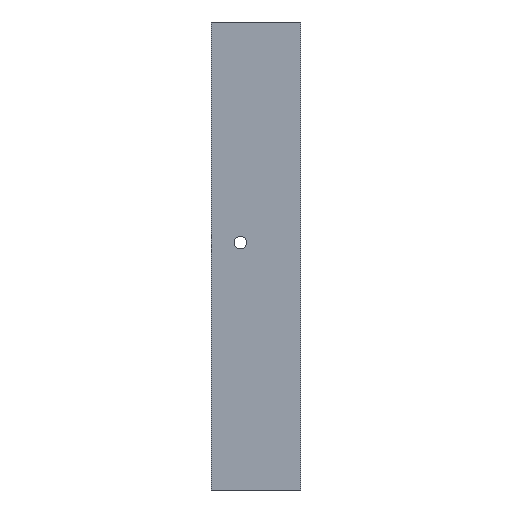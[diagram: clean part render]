
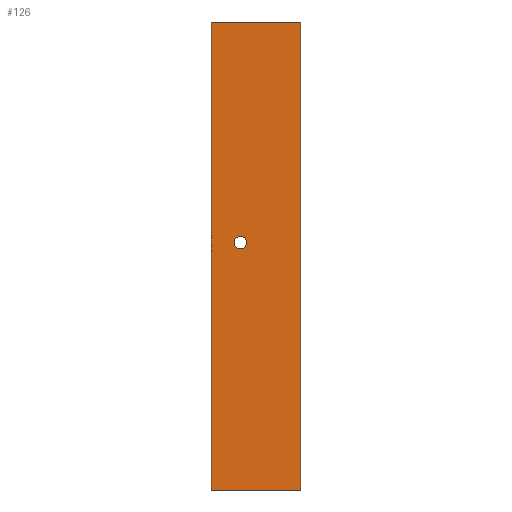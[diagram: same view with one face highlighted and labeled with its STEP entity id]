
A CAD part, front view. The second image highlights one B-rep face of the part: STEP entity #126.
In plain terms, the highlighted planar face has unit normal (0, -1, 0).
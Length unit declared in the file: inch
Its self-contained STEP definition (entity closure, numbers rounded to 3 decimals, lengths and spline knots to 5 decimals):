
#15=LINE('',#197,#27);
#19=LINE('',#205,#31);
#22=LINE('',#211,#34);
#25=LINE('',#216,#37);
#27=VECTOR('',#166,0.3937);
#31=VECTOR('',#172,0.3937);
#34=VECTOR('',#177,0.3937);
#37=VECTOR('',#182,0.3937);
#44=PLANE('',#155);
#47=FACE_BOUND('',#64,.T.);
#54=FACE_OUTER_BOUND('',#63,.T.);
#63=EDGE_LOOP('',(#114,#115,#116,#117));
#64=EDGE_LOOP('',(#118));
#65=CIRCLE('',#148,0.14063);
#67=VERTEX_POINT('',#190);
#69=VERTEX_POINT('',#195);
#70=VERTEX_POINT('',#196);
#73=VERTEX_POINT('',#204);
#75=VERTEX_POINT('',#210);
#77=EDGE_CURVE('',#67,#67,#65,.T.);
#79=EDGE_CURVE('',#69,#70,#15,.T.);
#83=EDGE_CURVE('',#73,#69,#19,.T.);
#86=EDGE_CURVE('',#75,#73,#22,.T.);
#89=EDGE_CURVE('',#70,#75,#25,.T.);
#114=ORIENTED_EDGE('',*,*,#89,.F.);
#115=ORIENTED_EDGE('',*,*,#79,.F.);
#116=ORIENTED_EDGE('',*,*,#83,.F.);
#117=ORIENTED_EDGE('',*,*,#86,.F.);
#118=ORIENTED_EDGE('',*,*,#77,.T.);
#126=ADVANCED_FACE('',(#54,#47),#44,.F.);
#148=AXIS2_PLACEMENT_3D('',#191,#160,#161);
#155=AXIS2_PLACEMENT_3D('',#219,#186,#187);
#160=DIRECTION('center_axis',(0.,1.,0.));
#161=DIRECTION('ref_axis',(-1.,0.,0.));
#166=DIRECTION('',(0.,0.,1.));
#172=DIRECTION('',(-1.,0.,0.));
#177=DIRECTION('',(0.,0.,-1.));
#182=DIRECTION('',(1.,0.,0.));
#186=DIRECTION('center_axis',(0.,1.,0.));
#187=DIRECTION('ref_axis',(0.,0.,1.));
#190=CARTESIAN_POINT('',(0.79063,0.,-4.95));
#191=CARTESIAN_POINT('Origin',(0.65,0.,-4.95));
#195=CARTESIAN_POINT('',(0.,0.,-10.5));
#196=CARTESIAN_POINT('',(0.,0.,0.));
#197=CARTESIAN_POINT('',(0.,0.,-10.5));
#204=CARTESIAN_POINT('',(2.,0.,-10.5));
#205=CARTESIAN_POINT('',(2.,0.,-10.5));
#210=CARTESIAN_POINT('',(2.,0.,0.));
#211=CARTESIAN_POINT('',(2.,0.,0.));
#216=CARTESIAN_POINT('',(0.,0.,0.));
#219=CARTESIAN_POINT('Origin',(1.,0.,-5.25));
